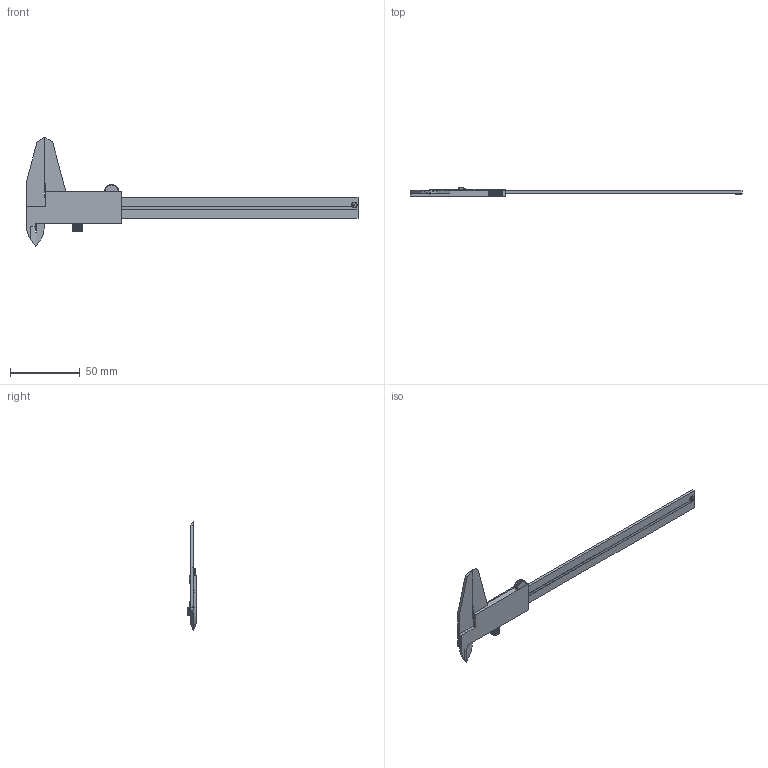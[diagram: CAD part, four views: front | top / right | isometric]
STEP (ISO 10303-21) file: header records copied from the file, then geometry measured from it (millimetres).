
FILE_DESCRIPTION (( 'STEP AP214' ), '1' );
FILE_NAME ('Caliper assemblage.STEP', '2024-07-16T14:49:40', ( '' ), ( '' ), 'SwSTEP 2.0', 'SolidWorks 2023', '' );
FILE_SCHEMA (( 'AUTOMOTIVE_DESIGN' ));
Length unit declared in the file: millimetre
Products named in the file (8): small screws; Moving jaw; Vernier Scale; Hold depth; Caliper assemblage; Other Vernier; Lock Screw; Fixed Jaw
Assembly tree (12 placements, depth 2):
  Caliper assemblage
    Fixed Jaw
    Moving jaw
    Other Vernier
    Vernier Scale
    Hold depth
    Lock Screw
    small screws  x6
Bounding box: 238.5 x 6.99 x 78.5 mm (x, y, z)
Volume: 12686.5 mm3; surface area: 18007.8 mm2
Topology: 13 solids, 13 shells, 875 faces, 3014 edges, 2482 vertices
Faces by surface type: plane 631, cone 141, cylinder 101, torus 2
Entity records: 39475 total; most frequent: CARTESIAN_POINT 14007, ORIENTED_EDGE 5788, DIRECTION 4212, EDGE_CURVE 2894, VERTEX_POINT 2402, LINE 1920, VECTOR 1920, EDGE_LOOP 1148
